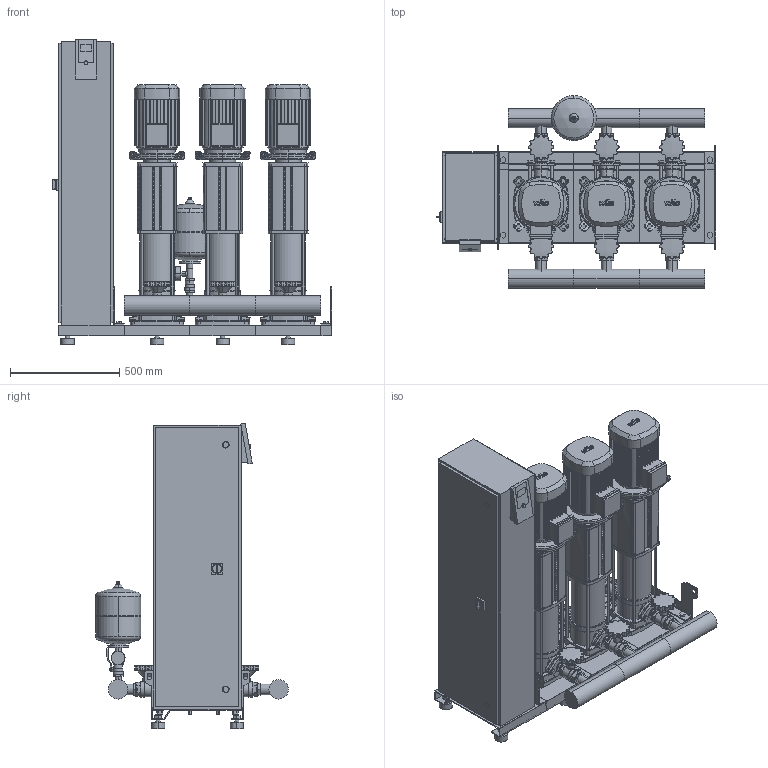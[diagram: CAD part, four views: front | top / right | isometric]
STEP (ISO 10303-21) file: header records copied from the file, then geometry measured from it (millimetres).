
FILE_DESCRIPTION((''),'2;1');
FILE_NAME('3d_SiBoostSmart3HELIXV1608-2536167.stp','2016-01-25T10:33:37',(''),(''),'Mechanical Desktop 2009','Mechanical Desktop 2009',', , ');
FILE_SCHEMA(('CONFIG_CONTROL_DESIGN'));
Length unit declared in the file: millimetre
Products named in the file (1): Product
Bounding box: 1280 x 882.45 x 1398.4 mm (x, y, z)
Volume: 237882823.5 mm3; surface area: 13206686.6 mm2
Topology: 168 solids, 168 shells, 5923 faces, 15589 edges, 10222 vertices
Faces by surface type: plane 2502, bspline 1729, cylinder 1336, cone 234, torus 98, sphere 24
Entity records: 195144 total; most frequent: CARTESIAN_POINT 49481, ORIENTED_EDGE 31146, DIRECTION 27833, EDGE_CURVE 15573, VECTOR 10353, LINE 10353, VERTEX_POINT 10218, AXIS2_PLACEMENT_3D 8740
